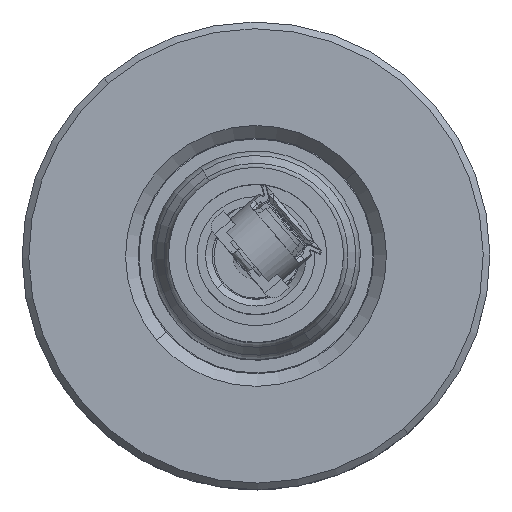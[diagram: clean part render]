
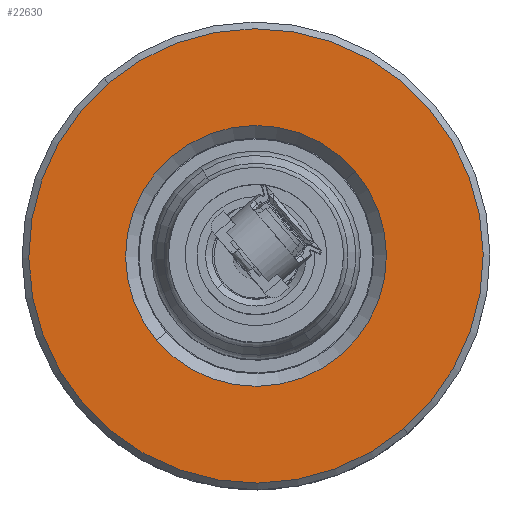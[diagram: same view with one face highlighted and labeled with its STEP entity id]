
A CAD part, top view. The second image highlights one B-rep face of the part: STEP entity #22630.
In plain terms, the highlighted face is planar.
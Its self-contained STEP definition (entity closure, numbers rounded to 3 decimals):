
#820 = VERTEX_POINT ( 'NONE', #22797 ) ;
#838 = CIRCLE ( 'NONE', #18709, 3.875 ) ;
#1879 = DIRECTION ( 'NONE',  ( 1., 0., 0. ) ) ;
#2235 = VERTEX_POINT ( 'NONE', #16880 ) ;
#2421 = DIRECTION ( 'NONE',  ( 0., -1., 0. ) ) ;
#3604 = DIRECTION ( 'NONE',  ( 0., 0., -1. ) ) ;
#4024 = EDGE_LOOP ( 'NONE', ( #17986, #9096 ) ) ;
#4718 = AXIS2_PLACEMENT_3D ( 'NONE', #16968, #10917, #6435 ) ;
#5052 = CARTESIAN_POINT ( 'NONE',  ( 60619.749, -22405.816, 6.751 ) ) ;
#5360 = DIRECTION ( 'NONE',  ( 1., 0., 0. ) ) ;
#5586 = EDGE_CURVE ( 'NONE', #10087, #21261, #15174, .T. ) ;
#6362 = CARTESIAN_POINT ( 'NONE',  ( 60619.749, -22399.065, 0. ) ) ;
#6435 = DIRECTION ( 'NONE',  ( 0., -1., 0. ) ) ;
#6820 = FACE_BOUND ( 'NONE', #12186, .T. ) ;
#7080 = DIRECTION ( 'NONE',  ( 0., 0., -1. ) ) ;
#7582 = DIRECTION ( 'NONE',  ( 0., 0., -1. ) ) ;
#9096 = ORIENTED_EDGE ( 'NONE', *, *, #23232, .T. ) ;
#9521 = CIRCLE ( 'NONE', #14752, 6.75 ) ;
#10087 = VERTEX_POINT ( 'NONE', #16060 ) ;
#10917 = DIRECTION ( 'NONE',  ( 1., 0., 0. ) ) ;
#12186 = EDGE_LOOP ( 'NONE', ( #26705, #17165 ) ) ;
#13559 = CARTESIAN_POINT ( 'NONE',  ( 60619.749, -22399.065, 0. ) ) ;
#13853 = AXIS2_PLACEMENT_3D ( 'NONE', #5052, #15166, #7080 ) ;
#14738 = AXIS2_PLACEMENT_3D ( 'NONE', #13559, #5360, #3604 ) ;
#14752 = AXIS2_PLACEMENT_3D ( 'NONE', #6362, #1879, #2421 ) ;
#15166 = DIRECTION ( 'NONE',  ( 1., 0., 0. ) ) ;
#15174 = CIRCLE ( 'NONE', #14738, 3.875 ) ;
#15697 = PLANE ( 'NONE',  #13853 ) ;
#16060 = CARTESIAN_POINT ( 'NONE',  ( 60619.749, -22399.065, 3.875 ) ) ;
#16880 = CARTESIAN_POINT ( 'NONE',  ( 60619.749, -22392.315, 0. ) ) ;
#16968 = CARTESIAN_POINT ( 'NONE',  ( 60619.749, -22399.065, 0. ) ) ;
#17165 = ORIENTED_EDGE ( 'NONE', *, *, #5586, .F. ) ;
#17248 = CARTESIAN_POINT ( 'NONE',  ( 60619.749, -22399.065, -3.875 ) ) ;
#17986 = ORIENTED_EDGE ( 'NONE', *, *, #22576, .T. ) ;
#18267 = CARTESIAN_POINT ( 'NONE',  ( 60619.749, -22399.065, 0. ) ) ;
#18709 = AXIS2_PLACEMENT_3D ( 'NONE', #18267, #26325, #7582 ) ;
#19408 = FACE_OUTER_BOUND ( 'NONE', #4024, .T. ) ;
#21261 = VERTEX_POINT ( 'NONE', #17248 ) ;
#22576 = EDGE_CURVE ( 'NONE', #820, #2235, #23490, .T. ) ;
#22630 = ADVANCED_FACE ( 'NONE', ( #19408, #6820 ), #15697, .T. ) ;
#22797 = CARTESIAN_POINT ( 'NONE',  ( 60619.749, -22405.815, 0. ) ) ;
#23157 = EDGE_CURVE ( 'NONE', #21261, #10087, #838, .T. ) ;
#23232 = EDGE_CURVE ( 'NONE', #2235, #820, #9521, .T. ) ;
#23490 = CIRCLE ( 'NONE', #4718, 6.75 ) ;
#26325 = DIRECTION ( 'NONE',  ( 1., 0., 0. ) ) ;
#26705 = ORIENTED_EDGE ( 'NONE', *, *, #23157, .F. ) ;
